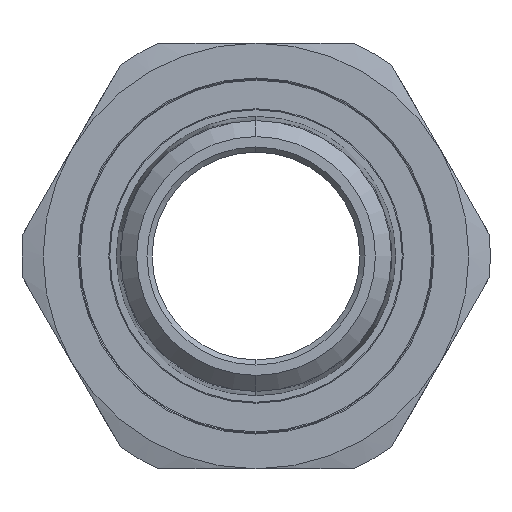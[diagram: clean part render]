
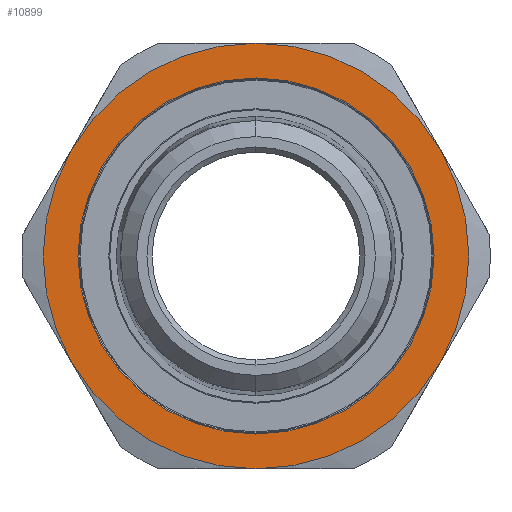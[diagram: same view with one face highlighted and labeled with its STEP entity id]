
A CAD part, left-side view. The second image highlights one B-rep face of the part: STEP entity #10899.
In plain terms, the highlighted planar face has unit normal (-1, 0, 0).
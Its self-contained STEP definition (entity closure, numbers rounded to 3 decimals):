
#454 = EDGE_CURVE ( 'NONE', #14676, #14310, #14116, .T. ) ;
#463 = DIRECTION ( 'NONE',  ( 1., 0., 0. ) ) ;
#600 = DIRECTION ( 'NONE',  ( 1., 0., 0. ) ) ;
#819 = FACE_OUTER_BOUND ( 'NONE', #3925, .T. ) ;
#991 = DIRECTION ( 'NONE',  ( 1., 0., 0. ) ) ;
#1838 = AXIS2_PLACEMENT_3D ( 'NONE', #7167, #16056, #8421 ) ;
#2207 = AXIS2_PLACEMENT_3D ( 'NONE', #8253, #463, #9552 ) ;
#2454 = EDGE_CURVE ( 'NONE', #14310, #16590, #3903, .T. ) ;
#2554 = CIRCLE ( 'NONE', #9850, 17.15 ) ;
#2732 = DIRECTION ( 'NONE',  ( 0., 0., -1. ) ) ;
#2786 = DIRECTION ( 'NONE',  ( 1., 0., 0. ) ) ;
#2809 = CARTESIAN_POINT ( 'NONE',  ( -18.6, 0., 0. ) ) ;
#2942 = CIRCLE ( 'NONE', #14347, 20.5 ) ;
#3256 = CARTESIAN_POINT ( 'NONE',  ( -18.6, 17.754, 10.25 ) ) ;
#3839 = EDGE_LOOP ( 'NONE', ( #16237, #16297 ) ) ;
#3903 = CIRCLE ( 'NONE', #7872, 20.5 ) ;
#3925 = EDGE_LOOP ( 'NONE', ( #15674, #15706, #15807, #16085, #16100, #16176 ) ) ;
#4213 = AXIS2_PLACEMENT_3D ( 'NONE', #8778, #991, #10064 ) ;
#4631 = CARTESIAN_POINT ( 'NONE',  ( -18.6, 0., -20.5 ) ) ;
#4655 = EDGE_CURVE ( 'NONE', #16391, #15826, #12401, .T. ) ;
#4672 = CARTESIAN_POINT ( 'NONE',  ( -18.6, 17.754, -10.25 ) ) ;
#5335 = CARTESIAN_POINT ( 'NONE',  ( -18.6, 13.45, 0. ) ) ;
#5522 = EDGE_CURVE ( 'NONE', #15127, #14676, #8328, .T. ) ;
#5655 = EDGE_CURVE ( 'NONE', #16590, #16391, #7963, .T. ) ;
#5699 = CARTESIAN_POINT ( 'NONE',  ( -18.6, 0., 0. ) ) ;
#5901 = CARTESIAN_POINT ( 'NONE',  ( -18.6, 0., 17.15 ) ) ;
#6769 = CARTESIAN_POINT ( 'NONE',  ( -18.6, 0., 0. ) ) ;
#6986 = DIRECTION ( 'NONE',  ( 0., 0., -1. ) ) ;
#7167 = CARTESIAN_POINT ( 'NONE',  ( -18.6, 0., 0. ) ) ;
#7183 = DIRECTION ( 'NONE',  ( 0., 0., -1. ) ) ;
#7220 = DIRECTION ( 'NONE',  ( 1., 0., 0. ) ) ;
#7238 = CARTESIAN_POINT ( 'NONE',  ( -18.6, 0., 0. ) ) ;
#7365 = FACE_BOUND ( 'NONE', #3839, .T. ) ;
#7709 = CARTESIAN_POINT ( 'NONE',  ( -18.6, 0., -17.15 ) ) ;
#7872 = AXIS2_PLACEMENT_3D ( 'NONE', #2809, #2786, #2732 ) ;
#7950 = DIRECTION ( 'NONE',  ( 0., 0., 1. ) ) ;
#7963 = CIRCLE ( 'NONE', #1838, 20.5 ) ;
#8021 = DIRECTION ( 'NONE',  ( 0., 0., 1. ) ) ;
#8253 = CARTESIAN_POINT ( 'NONE',  ( -18.6, 0., 0. ) ) ;
#8328 = CIRCLE ( 'NONE', #2207, 20.5 ) ;
#8389 = CARTESIAN_POINT ( 'NONE',  ( -18.6, 0., 0. ) ) ;
#8421 = DIRECTION ( 'NONE',  ( 0., 0., -1. ) ) ;
#8778 = CARTESIAN_POINT ( 'NONE',  ( -18.6, 0., 0. ) ) ;
#9062 = CARTESIAN_POINT ( 'NONE',  ( -18.6, 0., 20.5 ) ) ;
#9356 = EDGE_CURVE ( 'NONE', #15826, #15127, #2942, .T. ) ;
#9552 = DIRECTION ( 'NONE',  ( 0., 0., -1. ) ) ;
#9681 = CARTESIAN_POINT ( 'NONE',  ( -18.6, -17.754, -10.25 ) ) ;
#9685 = DIRECTION ( 'NONE',  ( 0., 0., 1. ) ) ;
#9850 = AXIS2_PLACEMENT_3D ( 'NONE', #8389, #600, #9685 ) ;
#10064 = DIRECTION ( 'NONE',  ( 0., 0., -1. ) ) ;
#10142 = VERTEX_POINT ( 'NONE', #7709 ) ;
#10260 = VERTEX_POINT ( 'NONE', #5901 ) ;
#10899 = ADVANCED_FACE ( 'NONE', ( #819, #7365 ), #14320, .T. ) ;
#11118 = CARTESIAN_POINT ( 'NONE',  ( -18.6, -17.754, 10.25 ) ) ;
#11350 = AXIS2_PLACEMENT_3D ( 'NONE', #6769, #15661, #8021 ) ;
#11631 = AXIS2_PLACEMENT_3D ( 'NONE', #7238, #7220, #7183 ) ;
#12199 = EDGE_CURVE ( 'NONE', #10260, #10142, #14925, .T. ) ;
#12389 = AXIS2_PLACEMENT_3D ( 'NONE', #5335, #15594, #7950 ) ;
#12401 = CIRCLE ( 'NONE', #4213, 20.5 ) ;
#13049 = EDGE_CURVE ( 'NONE', #10142, #10260, #2554, .T. ) ;
#14116 = CIRCLE ( 'NONE', #11631, 20.5 ) ;
#14310 = VERTEX_POINT ( 'NONE', #3256 ) ;
#14320 = PLANE ( 'NONE',  #12389 ) ;
#14347 = AXIS2_PLACEMENT_3D ( 'NONE', #5699, #14622, #6986 ) ;
#14622 = DIRECTION ( 'NONE',  ( 1., 0., 0. ) ) ;
#14676 = VERTEX_POINT ( 'NONE', #4672 ) ;
#14925 = CIRCLE ( 'NONE', #11350, 17.15 ) ;
#15127 = VERTEX_POINT ( 'NONE', #4631 ) ;
#15594 = DIRECTION ( 'NONE',  ( -1., 0., 0. ) ) ;
#15661 = DIRECTION ( 'NONE',  ( 1., 0., 0. ) ) ;
#15674 = ORIENTED_EDGE ( 'NONE', *, *, #5655, .F. ) ;
#15706 = ORIENTED_EDGE ( 'NONE', *, *, #2454, .F. ) ;
#15807 = ORIENTED_EDGE ( 'NONE', *, *, #454, .F. ) ;
#15826 = VERTEX_POINT ( 'NONE', #9681 ) ;
#16056 = DIRECTION ( 'NONE',  ( 1., 0., 0. ) ) ;
#16085 = ORIENTED_EDGE ( 'NONE', *, *, #5522, .F. ) ;
#16100 = ORIENTED_EDGE ( 'NONE', *, *, #9356, .F. ) ;
#16176 = ORIENTED_EDGE ( 'NONE', *, *, #4655, .F. ) ;
#16237 = ORIENTED_EDGE ( 'NONE', *, *, #12199, .T. ) ;
#16297 = ORIENTED_EDGE ( 'NONE', *, *, #13049, .T. ) ;
#16391 = VERTEX_POINT ( 'NONE', #11118 ) ;
#16590 = VERTEX_POINT ( 'NONE', #9062 ) ;
